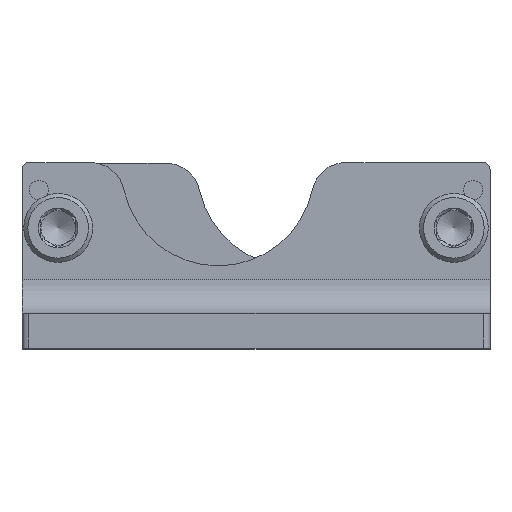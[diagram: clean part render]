
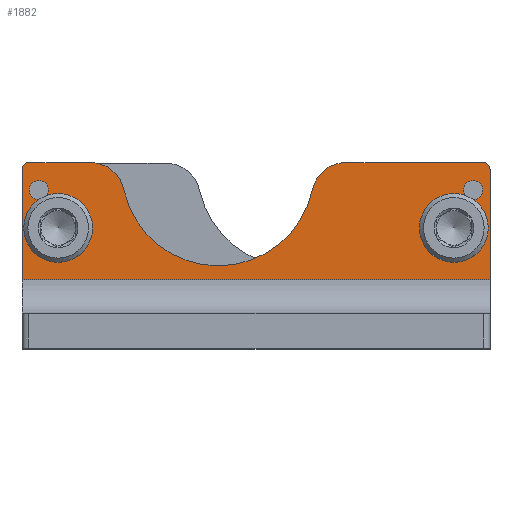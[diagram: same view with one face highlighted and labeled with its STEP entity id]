
A CAD part, top view. The second image highlights one B-rep face of the part: STEP entity #1882.
In plain terms, the highlighted planar face has unit normal (0, 0, 1).
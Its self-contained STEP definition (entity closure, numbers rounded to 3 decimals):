
#145=CIRCLE('',#2057,1.);
#148=CIRCLE('',#2062,1.);
#149=CIRCLE('',#2065,5.);
#150=CIRCLE('',#2067,14.);
#151=CIRCLE('',#2069,5.);
#152=CIRCLE('',#2071,3.3);
#153=CIRCLE('',#2073,3.3);
#154=CIRCLE('',#2076,1.4);
#155=CIRCLE('',#2077,1.4);
#352=ORIENTED_EDGE('',*,*,#839,.F.);
#353=ORIENTED_EDGE('',*,*,#840,.F.);
#354=ORIENTED_EDGE('',*,*,#836,.F.);
#355=ORIENTED_EDGE('',*,*,#837,.F.);
#356=ORIENTED_EDGE('',*,*,#819,.T.);
#357=ORIENTED_EDGE('',*,*,#824,.F.);
#358=ORIENTED_EDGE('',*,*,#841,.F.);
#359=ORIENTED_EDGE('',*,*,#802,.T.);
#360=ORIENTED_EDGE('',*,*,#826,.T.);
#361=ORIENTED_EDGE('',*,*,#828,.T.);
#362=ORIENTED_EDGE('',*,*,#830,.T.);
#363=ORIENTED_EDGE('',*,*,#833,.F.);
#364=ORIENTED_EDGE('',*,*,#834,.T.);
#365=ORIENTED_EDGE('',*,*,#838,.T.);
#802=EDGE_CURVE('',#1053,#1052,#1220,.T.);
#819=EDGE_CURVE('',#1066,#1067,#145,.T.);
#824=EDGE_CURVE('',#1068,#1067,#1230,.T.);
#826=EDGE_CURVE('',#1052,#1069,#148,.T.);
#828=EDGE_CURVE('',#1069,#1070,#1232,.T.);
#830=EDGE_CURVE('',#1070,#1071,#149,.T.);
#833=EDGE_CURVE('',#1072,#1071,#150,.T.);
#834=EDGE_CURVE('',#1072,#1073,#151,.T.);
#836=EDGE_CURVE('',#1074,#1074,#152,.T.);
#837=EDGE_CURVE('',#1075,#1075,#153,.T.);
#838=EDGE_CURVE('',#1073,#1066,#1237,.T.);
#839=EDGE_CURVE('',#1076,#1076,#154,.T.);
#840=EDGE_CURVE('',#1077,#1077,#155,.T.);
#841=EDGE_CURVE('',#1053,#1068,#1238,.T.);
#1052=VERTEX_POINT('',#2972);
#1053=VERTEX_POINT('',#2974);
#1066=VERTEX_POINT('',#3007);
#1067=VERTEX_POINT('',#3008);
#1068=VERTEX_POINT('',#3014);
#1069=VERTEX_POINT('',#3019);
#1070=VERTEX_POINT('',#3023);
#1071=VERTEX_POINT('',#3027);
#1072=VERTEX_POINT('',#3031);
#1073=VERTEX_POINT('',#3035);
#1074=VERTEX_POINT('',#3039);
#1075=VERTEX_POINT('',#3042);
#1076=VERTEX_POINT('',#3047);
#1077=VERTEX_POINT('',#3049);
#1220=LINE('',#2973,#1362);
#1230=LINE('',#3015,#1372);
#1232=LINE('',#3022,#1374);
#1237=LINE('',#3044,#1379);
#1238=LINE('',#3050,#1380);
#1362=VECTOR('',#2343,1000.);
#1372=VECTOR('',#2385,1000.);
#1374=VECTOR('',#2395,1000.);
#1379=VECTOR('',#2422,1000.);
#1380=VECTOR('',#2429,1000.);
#1502=EDGE_LOOP('',(#352));
#1503=EDGE_LOOP('',(#353));
#1504=EDGE_LOOP('',(#354));
#1505=EDGE_LOOP('',(#355));
#1506=EDGE_LOOP('',(#356,#357,#358,#359,#360,#361,#362,#363,#364,#365));
#1670=FACE_BOUND('',#1502,.T.);
#1671=FACE_BOUND('',#1503,.T.);
#1672=FACE_BOUND('',#1504,.T.);
#1673=FACE_BOUND('',#1505,.T.);
#1674=FACE_BOUND('',#1506,.T.);
#1814=PLANE('',#2075);
#1882=ADVANCED_FACE('',(#1670,#1671,#1672,#1673,#1674),#1814,.T.);
#2057=AXIS2_PLACEMENT_3D('',#3006,#2376,#2377);
#2062=AXIS2_PLACEMENT_3D('',#3018,#2390,#2391);
#2065=AXIS2_PLACEMENT_3D('',#3026,#2399,#2400);
#2067=AXIS2_PLACEMENT_3D('',#3032,#2405,#2406);
#2069=AXIS2_PLACEMENT_3D('',#3034,#2409,#2410);
#2071=AXIS2_PLACEMENT_3D('',#3038,#2414,#2415);
#2073=AXIS2_PLACEMENT_3D('',#3041,#2418,#2419);
#2075=AXIS2_PLACEMENT_3D('',#3045,#2423,#2424);
#2076=AXIS2_PLACEMENT_3D('',#3046,#2425,#2426);
#2077=AXIS2_PLACEMENT_3D('',#3048,#2427,#2428);
#2343=DIRECTION('',(0.,1.,0.));
#2376=DIRECTION('',(0.,0.,1.));
#2377=DIRECTION('',(1.,0.,0.));
#2385=DIRECTION('',(0.,1.,0.));
#2390=DIRECTION('',(0.,0.,1.));
#2391=DIRECTION('',(1.,0.,0.));
#2395=DIRECTION('',(-1.,0.,0.));
#2399=DIRECTION('',(0.,0.,1.));
#2400=DIRECTION('',(1.,0.,0.));
#2405=DIRECTION('',(0.,0.,1.));
#2406=DIRECTION('',(1.,0.,0.));
#2409=DIRECTION('',(0.,0.,1.));
#2410=DIRECTION('',(1.,0.,0.));
#2414=DIRECTION('',(0.,0.,1.));
#2415=DIRECTION('',(1.,0.,0.));
#2418=DIRECTION('',(0.,0.,1.));
#2419=DIRECTION('',(1.,0.,0.));
#2422=DIRECTION('',(-1.,0.,0.));
#2423=DIRECTION('',(0.,0.,1.));
#2424=DIRECTION('',(1.,0.,0.));
#2425=DIRECTION('',(0.,0.,1.));
#2426=DIRECTION('',(1.,0.,0.));
#2427=DIRECTION('',(0.,0.,1.));
#2428=DIRECTION('',(1.,0.,0.));
#2429=DIRECTION('',(-1.,0.,0.));
#2972=CARTESIAN_POINT('',(34.,26.,5.));
#2973=CARTESIAN_POINT('',(34.,10.,5.));
#2974=CARTESIAN_POINT('',(34.,10.,5.));
#3006=CARTESIAN_POINT('',(-33.,26.,5.));
#3007=CARTESIAN_POINT('',(-33.,27.,5.));
#3008=CARTESIAN_POINT('',(-34.,26.,5.));
#3014=CARTESIAN_POINT('',(-34.,10.,5.));
#3015=CARTESIAN_POINT('',(-34.,10.,5.));
#3018=CARTESIAN_POINT('',(33.,26.,5.));
#3019=CARTESIAN_POINT('',(33.,27.,5.));
#3022=CARTESIAN_POINT('',(33.,27.,5.));
#3023=CARTESIAN_POINT('',(13.074,27.,5.));
#3026=CARTESIAN_POINT('',(13.074,22.,5.));
#3027=CARTESIAN_POINT('',(8.186,23.053,5.));
#3031=CARTESIAN_POINT('',(-19.186,23.053,5.));
#3032=CARTESIAN_POINT('',(-5.5,26.,5.));
#3034=CARTESIAN_POINT('',(-24.074,22.,5.));
#3035=CARTESIAN_POINT('',(-24.074,27.,5.));
#3038=CARTESIAN_POINT('',(28.75,17.5,5.));
#3039=CARTESIAN_POINT('',(32.05,17.5,5.));
#3041=CARTESIAN_POINT('',(-28.75,17.5,5.));
#3042=CARTESIAN_POINT('',(-25.45,17.5,5.));
#3044=CARTESIAN_POINT('',(-24.074,27.,5.));
#3045=CARTESIAN_POINT('',(34.,10.,5.));
#3046=CARTESIAN_POINT('',(31.55,23.,5.));
#3047=CARTESIAN_POINT('',(32.95,23.,5.));
#3048=CARTESIAN_POINT('',(-31.55,23.,5.));
#3049=CARTESIAN_POINT('',(-30.15,23.,5.));
#3050=CARTESIAN_POINT('',(34.,10.,5.));
